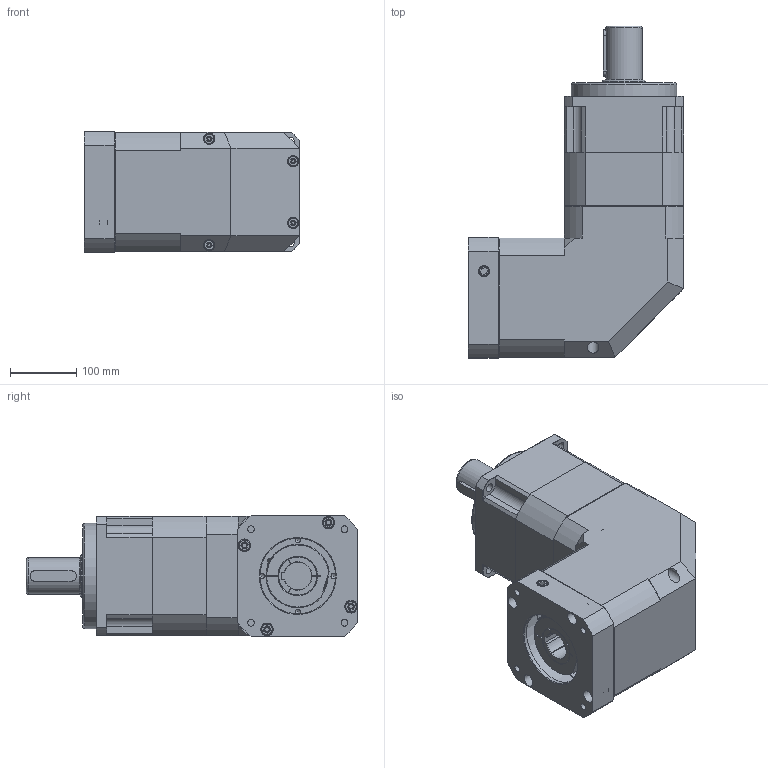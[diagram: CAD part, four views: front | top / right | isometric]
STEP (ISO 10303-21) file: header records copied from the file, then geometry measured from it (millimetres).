
FILE_DESCRIPTION((''),'2;1');
FILE_NAME('KSBL-180A-2.stp','2017-05-17T11:40:44',('Young'),(''),'Autodesk Inventor 2012','Autodesk Inventor 2012','');
FILE_SCHEMA(('AUTOMOTIVE_DESIGN { 1 0 10303 214 1 1 1 1 }'));
Length unit declared in the file: millimetre
Products named in the file (3): 조립품5; KSBL-180A-2; BS 4168 : 부품 1 6각 소켓 머리 캡 나사 - 미터 M10 x 40
Assembly tree (2 placements, depth 2):
  조립품5
    KSBL-180A-2
    BS 4168 : 부품 1 6각 소켓 머리 캡 나사 - 미터 M10 x 40
Bounding box: 325 x 501.6 x 182 mm (x, y, z)
Volume: 10058795 mm3; surface area: 996413.7 mm2
Topology: 22 solids, 22 shells, 672 faces, 1615 edges, 1038 vertices
Faces by surface type: plane 373, cylinder 151, cone 114, torus 18, bspline 16
Full cylindrical faces by diameter (mm): 8 x4, 8.5 x4, 8.6 x1, 10 x5, 10.2 x8, 11 x5, 12 x5, 13 x12, 14 x1, 14.275 x2, 14.5 x2, 16 x5, 17 x4, 18 x4, 19 x4, 51 x1, 54.9 x1, 55 x1, 58.2 x1, 59.8 x1, 60 x1, 64.8 x1, 65 x1, 81.137 x1, 87 x1, 90 x5, 110 x1, 114.3 x1, 125 x1, 125.5 x1
Entity records: 23599 total; most frequent: CARTESIAN_POINT 8505, DIRECTION 3107, ORIENTED_EDGE 2822, EDGE_CURVE 1411, AXIS2_PLACEMENT_3D 1187, VERTEX_POINT 1004, EDGE_LOOP 957, VECTOR 733
